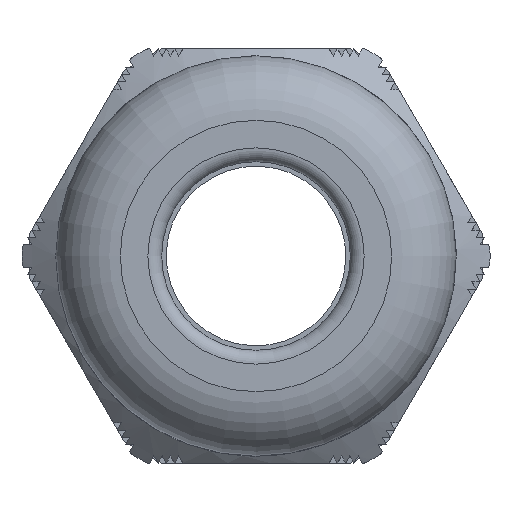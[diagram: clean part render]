
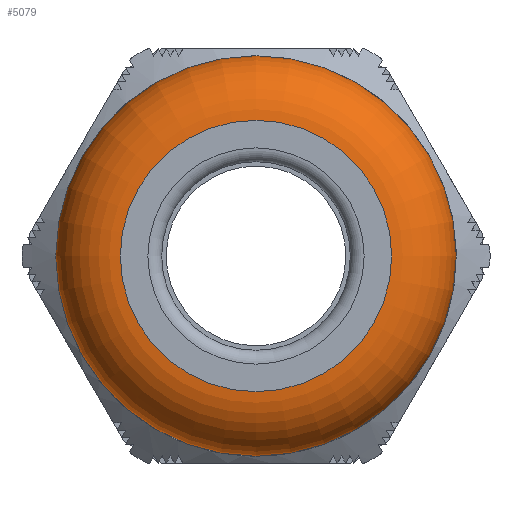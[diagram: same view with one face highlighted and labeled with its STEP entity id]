
A CAD part, left-side view. The second image highlights one B-rep face of the part: STEP entity #5079.
In plain terms, the highlighted toroidal (fillet/blend) face has major radius 4.829 mm and minor radius 2.421 mm.
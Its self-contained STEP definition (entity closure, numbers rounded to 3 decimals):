
#1300=FACE_BOUND('',#1766,.T.);
#1475=FACE_OUTER_BOUND('',#1765,.T.);
#1765=EDGE_LOOP('',(#4251));
#1766=EDGE_LOOP('',(#4252));
#1928=CIRCLE('',#5265,4.915);
#2004=CIRCLE('',#5491,7.25);
#2136=VERTEX_POINT('',#8317);
#2404=VERTEX_POINT('',#9492);
#2657=EDGE_CURVE('',#2136,#2136,#1928,.T.);
#3059=EDGE_CURVE('',#2404,#2404,#2004,.T.);
#4251=ORIENTED_EDGE('',*,*,#3059,.F.);
#4252=ORIENTED_EDGE('',*,*,#2657,.T.);
#4911=TOROIDAL_SURFACE('',#5490,4.828,2.422);
#5079=ADVANCED_FACE('',(#1475,#1300),#4911,.T.);
#5265=AXIS2_PLACEMENT_3D('',#8318,#5767,#5768);
#5490=AXIS2_PLACEMENT_3D('',#9491,#6487,#6488);
#5491=AXIS2_PLACEMENT_3D('',#9493,#6489,#6490);
#5767=DIRECTION('center_axis',(1.,0.,0.));
#5768=DIRECTION('ref_axis',(0.,0.,-1.));
#6487=DIRECTION('center_axis',(1.,0.,0.));
#6488=DIRECTION('ref_axis',(0.,0.,-1.));
#6489=DIRECTION('center_axis',(1.,0.,0.));
#6490=DIRECTION('ref_axis',(0.,0.,-1.));
#8317=CARTESIAN_POINT('',(-13.94,4.915,0.));
#8318=CARTESIAN_POINT('Origin',(-13.94,0.,0.));
#9491=CARTESIAN_POINT('Origin',(-11.52,0.,0.));
#9492=CARTESIAN_POINT('',(-11.52,7.25,0.));
#9493=CARTESIAN_POINT('Origin',(-11.52,0.,0.));
